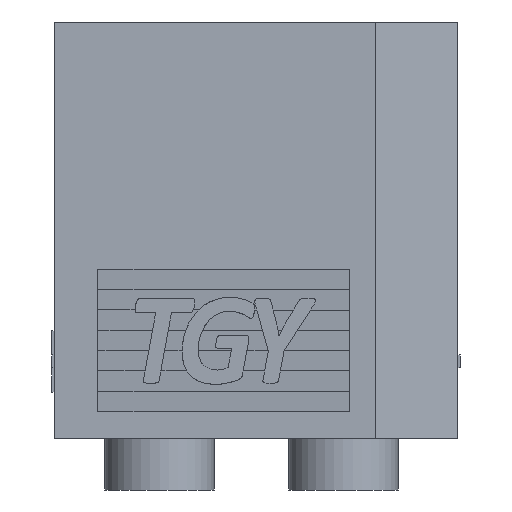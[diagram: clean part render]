
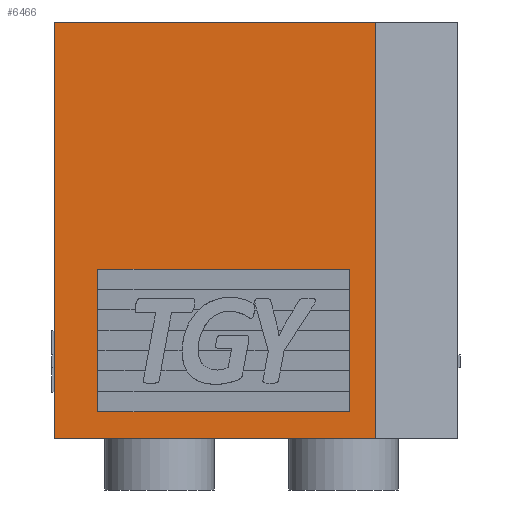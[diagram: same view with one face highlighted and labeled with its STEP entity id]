
A CAD part, front view. The second image highlights one B-rep face of the part: STEP entity #6466.
In plain terms, the highlighted planar face has unit normal (0, -1, 0).
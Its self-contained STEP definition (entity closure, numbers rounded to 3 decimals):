
#370=FACE_BOUND('',#1179,.T.);
#500=PLANE('',#6907);
#781=FACE_OUTER_BOUND('',#1178,.T.);
#1178=EDGE_LOOP('',(#4816,#4817,#4818,#4819));
#1179=EDGE_LOOP('',(#4820,#4821,#4822,#4823));
#1822=LINE('',#10537,#2467);
#1823=LINE('',#10539,#2468);
#1824=LINE('',#10541,#2469);
#1825=LINE('',#10542,#2470);
#1826=LINE('',#10545,#2471);
#1827=LINE('',#10547,#2472);
#1828=LINE('',#10549,#2473);
#1829=LINE('',#10550,#2474);
#2467=VECTOR('',#7616,1000.);
#2468=VECTOR('',#7617,1000.);
#2469=VECTOR('',#7618,1000.);
#2470=VECTOR('',#7619,1000.);
#2471=VECTOR('',#7620,1000.);
#2472=VECTOR('',#7621,1000.);
#2473=VECTOR('',#7622,1000.);
#2474=VECTOR('',#7623,1000.);
#3121=VERTEX_POINT('',#10535);
#3122=VERTEX_POINT('',#10536);
#3123=VERTEX_POINT('',#10538);
#3124=VERTEX_POINT('',#10540);
#3125=VERTEX_POINT('',#10543);
#3126=VERTEX_POINT('',#10544);
#3127=VERTEX_POINT('',#10546);
#3128=VERTEX_POINT('',#10548);
#3781=EDGE_CURVE('',#3121,#3122,#1822,.T.);
#3782=EDGE_CURVE('',#3123,#3121,#1823,.T.);
#3783=EDGE_CURVE('',#3123,#3124,#1824,.T.);
#3784=EDGE_CURVE('',#3124,#3122,#1825,.T.);
#3785=EDGE_CURVE('',#3125,#3126,#1826,.T.);
#3786=EDGE_CURVE('',#3125,#3127,#1827,.T.);
#3787=EDGE_CURVE('',#3127,#3128,#1828,.T.);
#3788=EDGE_CURVE('',#3126,#3128,#1829,.T.);
#4816=ORIENTED_EDGE('',*,*,#3781,.F.);
#4817=ORIENTED_EDGE('',*,*,#3782,.F.);
#4818=ORIENTED_EDGE('',*,*,#3783,.T.);
#4819=ORIENTED_EDGE('',*,*,#3784,.T.);
#4820=ORIENTED_EDGE('',*,*,#3785,.F.);
#4821=ORIENTED_EDGE('',*,*,#3786,.T.);
#4822=ORIENTED_EDGE('',*,*,#3787,.T.);
#4823=ORIENTED_EDGE('',*,*,#3788,.F.);
#6466=ADVANCED_FACE('',(#781,#370),#500,.T.);
#6907=AXIS2_PLACEMENT_3D('',#10534,#7614,#7615);
#7614=DIRECTION('center_axis',(0.,-1.,0.));
#7615=DIRECTION('ref_axis',(1.,0.,0.));
#7616=DIRECTION('',(1.,0.,0.));
#7617=DIRECTION('',(0.,0.,1.));
#7618=DIRECTION('',(1.,0.,0.));
#7619=DIRECTION('',(0.,0.,1.));
#7620=DIRECTION('',(-1.,0.,0.));
#7621=DIRECTION('',(0.,0.,-1.));
#7622=DIRECTION('',(-1.,0.,0.));
#7623=DIRECTION('',(0.,0.,-1.));
#10534=CARTESIAN_POINT('Origin',(0.,-4.075,
-16.2));
#10535=CARTESIAN_POINT('',(0.,-4.075,0.));
#10536=CARTESIAN_POINT('',(12.5,-4.075,0.));
#10537=CARTESIAN_POINT('',(0.,-4.075,0.));
#10538=CARTESIAN_POINT('',(0.,-4.075,-16.2));
#10539=CARTESIAN_POINT('',(0.,-4.075,-16.2));
#10540=CARTESIAN_POINT('',(12.5,-4.075,-16.2));
#10541=CARTESIAN_POINT('',(0.,-4.075,-16.2));
#10542=CARTESIAN_POINT('',(12.5,-4.075,-16.2));
#10543=CARTESIAN_POINT('',(11.5,-4.075,-9.62));
#10544=CARTESIAN_POINT('',(1.7,-4.075,-9.62));
#10545=CARTESIAN_POINT('',(11.5,-4.075,-9.62));
#10546=CARTESIAN_POINT('',(11.5,-4.075,-15.15));
#10547=CARTESIAN_POINT('',(11.5,-4.075,-8.1));
#10548=CARTESIAN_POINT('',(1.7,-4.075,-15.15));
#10549=CARTESIAN_POINT('',(11.5,-4.075,-15.15));
#10550=CARTESIAN_POINT('',(1.7,-4.075,-8.1));
